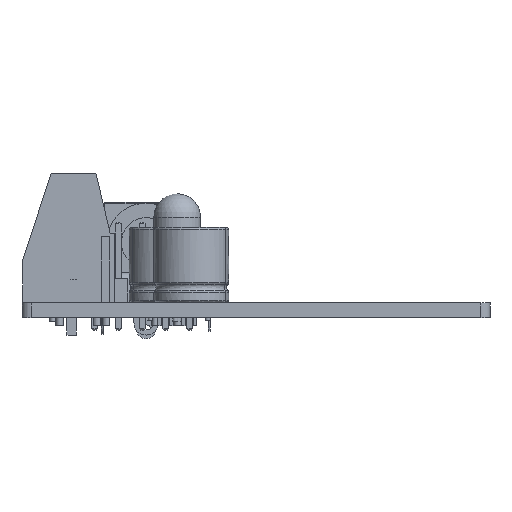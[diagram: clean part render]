
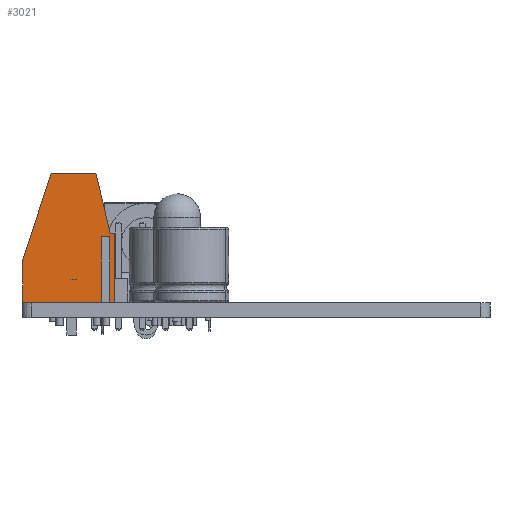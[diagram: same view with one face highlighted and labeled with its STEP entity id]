
A CAD part, left-side view. The second image highlights one B-rep face of the part: STEP entity #3021.
In plain terms, the highlighted planar face has unit normal (-1, 0, 0).
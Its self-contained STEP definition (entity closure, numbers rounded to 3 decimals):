
#3021 = ADVANCED_FACE('',(#3022),#3112,.F.);
#3022 = FACE_BOUND('',#3023,.F.);
#3023 = EDGE_LOOP('',(#3024,#3034,#3042,#3050,#3058,#3066,#3074,#3082,
    #3090,#3098,#3106));
#3024 = ORIENTED_EDGE('',*,*,#3025,.T.);
#3025 = EDGE_CURVE('',#3026,#3028,#3030,.T.);
#3026 = VERTEX_POINT('',#3027);
#3027 = CARTESIAN_POINT('',(-2.5,-2.6,13.8));
#3028 = VERTEX_POINT('',#3029);
#3029 = CARTESIAN_POINT('',(-2.5,-4.1,7.4));
#3030 = LINE('',#3031,#3032);
#3031 = CARTESIAN_POINT('',(-2.5,-2.6,13.8));
#3032 = VECTOR('',#3033,1.);
#3033 = DIRECTION('',(0.,-0.228,-0.974));
#3034 = ORIENTED_EDGE('',*,*,#3035,.T.);
#3035 = EDGE_CURVE('',#3028,#3036,#3038,.T.);
#3036 = VERTEX_POINT('',#3037);
#3037 = CARTESIAN_POINT('',(-2.5,-4.6,7.4));
#3038 = LINE('',#3039,#3040);
#3039 = CARTESIAN_POINT('',(-2.5,-4.1,7.4));
#3040 = VECTOR('',#3041,1.);
#3041 = DIRECTION('',(0.,-1.,0.));
#3042 = ORIENTED_EDGE('',*,*,#3043,.T.);
#3043 = EDGE_CURVE('',#3036,#3044,#3046,.T.);
#3044 = VERTEX_POINT('',#3045);
#3045 = CARTESIAN_POINT('',(-2.5,-4.6,0.));
#3046 = LINE('',#3047,#3048);
#3047 = CARTESIAN_POINT('',(-2.5,-4.6,13.8));
#3048 = VECTOR('',#3049,1.);
#3049 = DIRECTION('',(0.,0.,-1.));
#3050 = ORIENTED_EDGE('',*,*,#3051,.T.);
#3051 = EDGE_CURVE('',#3044,#3052,#3054,.T.);
#3052 = VERTEX_POINT('',#3053);
#3053 = CARTESIAN_POINT('',(-2.5,-3.83,0.));
#3054 = LINE('',#3055,#3056);
#3055 = CARTESIAN_POINT('',(-2.5,-4.6,0.));
#3056 = VECTOR('',#3057,1.);
#3057 = DIRECTION('',(0.,1.,0.));
#3058 = ORIENTED_EDGE('',*,*,#3059,.T.);
#3059 = EDGE_CURVE('',#3052,#3060,#3062,.T.);
#3060 = VERTEX_POINT('',#3061);
#3061 = CARTESIAN_POINT('',(-2.5,-3.83,7.));
#3062 = LINE('',#3063,#3064);
#3063 = CARTESIAN_POINT('',(-2.5,-3.83,0.));
#3064 = VECTOR('',#3065,1.);
#3065 = DIRECTION('',(0.,0.,1.));
#3066 = ORIENTED_EDGE('',*,*,#3067,.T.);
#3067 = EDGE_CURVE('',#3060,#3068,#3070,.T.);
#3068 = VERTEX_POINT('',#3069);
#3069 = CARTESIAN_POINT('',(-2.5,-3.37,7.));
#3070 = LINE('',#3071,#3072);
#3071 = CARTESIAN_POINT('',(-2.5,-3.83,7.));
#3072 = VECTOR('',#3073,1.);
#3073 = DIRECTION('',(0.,1.,0.));
#3074 = ORIENTED_EDGE('',*,*,#3075,.F.);
#3075 = EDGE_CURVE('',#3076,#3068,#3078,.T.);
#3076 = VERTEX_POINT('',#3077);
#3077 = CARTESIAN_POINT('',(-2.5,-3.37,0.));
#3078 = LINE('',#3079,#3080);
#3079 = CARTESIAN_POINT('',(-2.5,-3.37,0.));
#3080 = VECTOR('',#3081,1.);
#3081 = DIRECTION('',(0.,0.,1.));
#3082 = ORIENTED_EDGE('',*,*,#3083,.T.);
#3083 = EDGE_CURVE('',#3076,#3084,#3086,.T.);
#3084 = VERTEX_POINT('',#3085);
#3085 = CARTESIAN_POINT('',(-2.5,5.2,0.));
#3086 = LINE('',#3087,#3088);
#3087 = CARTESIAN_POINT('',(-2.5,-4.6,0.));
#3088 = VECTOR('',#3089,1.);
#3089 = DIRECTION('',(0.,1.,0.));
#3090 = ORIENTED_EDGE('',*,*,#3091,.T.);
#3091 = EDGE_CURVE('',#3084,#3092,#3094,.T.);
#3092 = VERTEX_POINT('',#3093);
#3093 = CARTESIAN_POINT('',(-2.5,5.2,4.57));
#3094 = LINE('',#3095,#3096);
#3095 = CARTESIAN_POINT('',(-2.5,5.2,0.));
#3096 = VECTOR('',#3097,1.);
#3097 = DIRECTION('',(0.,0.,1.));
#3098 = ORIENTED_EDGE('',*,*,#3099,.F.);
#3099 = EDGE_CURVE('',#3100,#3092,#3102,.T.);
#3100 = VERTEX_POINT('',#3101);
#3101 = CARTESIAN_POINT('',(-2.5,2.2,13.8));
#3102 = LINE('',#3103,#3104);
#3103 = CARTESIAN_POINT('',(-2.5,2.2,13.8));
#3104 = VECTOR('',#3105,1.);
#3105 = DIRECTION('',(0.,0.309,-0.951));
#3106 = ORIENTED_EDGE('',*,*,#3107,.T.);
#3107 = EDGE_CURVE('',#3100,#3026,#3108,.T.);
#3108 = LINE('',#3109,#3110);
#3109 = CARTESIAN_POINT('',(-2.5,5.2,13.8));
#3110 = VECTOR('',#3111,1.);
#3111 = DIRECTION('',(0.,-1.,0.));
#3112 = PLANE('',#3113);
#3113 = AXIS2_PLACEMENT_3D('',#3114,#3115,#3116);
#3114 = CARTESIAN_POINT('',(-2.5,0.3,6.9));
#3115 = DIRECTION('',(1.,0.,0.));
#3116 = DIRECTION('',(0.,0.,1.));
